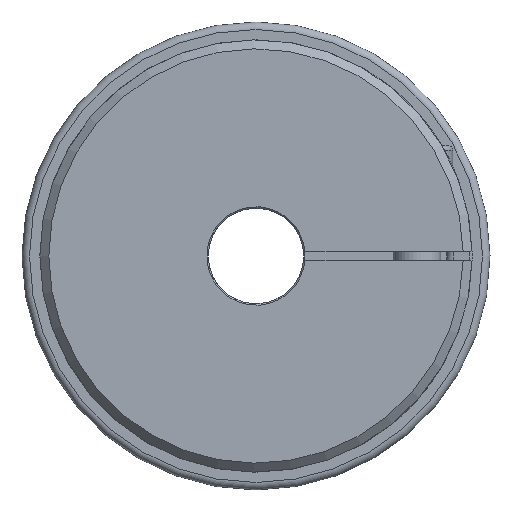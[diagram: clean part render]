
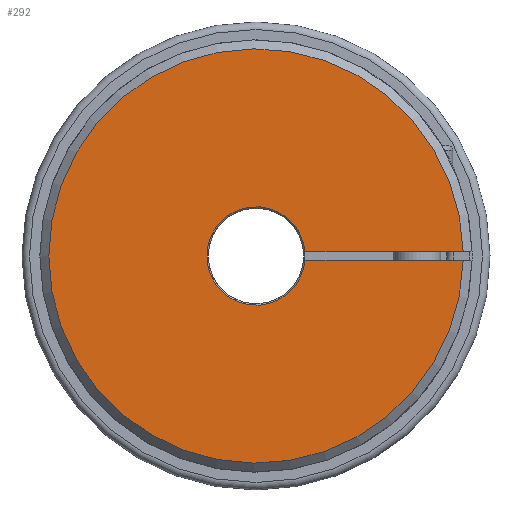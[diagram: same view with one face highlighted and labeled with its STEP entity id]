
A CAD part, left-side view. The second image highlights one B-rep face of the part: STEP entity #292.
In plain terms, the highlighted planar face has unit normal (-1, 0, 0).
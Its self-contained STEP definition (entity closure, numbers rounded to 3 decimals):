
#292 = ADVANCED_FACE( '', ( #637 ), #638, .T. );
#637 = FACE_OUTER_BOUND( '', #982, .T. );
#638 = PLANE( '', #983 );
#982 = EDGE_LOOP( '', ( #1679, #1680, #1681, #1682 ) );
#983 = AXIS2_PLACEMENT_3D( '', #1683, #1684, #1685 );
#1679 = ORIENTED_EDGE( '', *, *, #1781, .F. );
#1680 = ORIENTED_EDGE( '', *, *, #1928, .T. );
#1681 = ORIENTED_EDGE( '', *, *, #1969, .F. );
#1682 = ORIENTED_EDGE( '', *, *, #1889, .T. );
#1683 = CARTESIAN_POINT( '', ( -55.275, 0., 16. ) );
#1684 = DIRECTION( '', ( -1., 0., 0. ) );
#1685 = DIRECTION( '', ( 0., 0., 1. ) );
#1781 = EDGE_CURVE( '', #2085, #2087, #2088, .T. );
#1889 = EDGE_CURVE( '', #2251, #2087, #2254, .T. );
#1928 = EDGE_CURVE( '', #2085, #2305, #2307, .T. );
#1969 = EDGE_CURVE( '', #2251, #2305, #2357, .T. );
#2085 = VERTEX_POINT( '', #2587 );
#2087 = VERTEX_POINT( '', #2589 );
#2088 = LINE( '', #2590, #2591 );
#2251 = VERTEX_POINT( '', #3091 );
#2254 = CIRCLE( '', #3095, 69.5 );
#2305 = VERTEX_POINT( '', #3370 );
#2307 = CIRCLE( '', #3372, 16.5 );
#2357 = LINE( '', #3444, #3445 );
#2587 = CARTESIAN_POINT( '', ( -55.275, -16.432, -1.5 ) );
#2589 = CARTESIAN_POINT( '', ( -55.275, -69.484, -1.5 ) );
#2590 = CARTESIAN_POINT( '', ( -55.275, 0., -1.5 ) );
#2591 = VECTOR( '', #3560, 1000. );
#3091 = CARTESIAN_POINT( '', ( -55.275, -69.484, 1.5 ) );
#3095 = AXIS2_PLACEMENT_3D( '', #3709, #3710, #3711 );
#3370 = CARTESIAN_POINT( '', ( -55.275, -16.432, 1.5 ) );
#3372 = AXIS2_PLACEMENT_3D( '', #3752, #3753, #3754 );
#3444 = CARTESIAN_POINT( '', ( -55.275, 0., 1.5 ) );
#3445 = VECTOR( '', #3782, 1000. );
#3560 = DIRECTION( '', ( 0., -1., 0. ) );
#3709 = CARTESIAN_POINT( '', ( -55.275, 0., 0. ) );
#3710 = DIRECTION( '', ( -1., 0., 0. ) );
#3711 = DIRECTION( '', ( 0., 0., 1. ) );
#3752 = CARTESIAN_POINT( '', ( -55.275, 0., 0. ) );
#3753 = DIRECTION( '', ( 1., 0., 0. ) );
#3754 = DIRECTION( '', ( 0., 0., 1. ) );
#3782 = DIRECTION( '', ( 0., 1., 0. ) );
